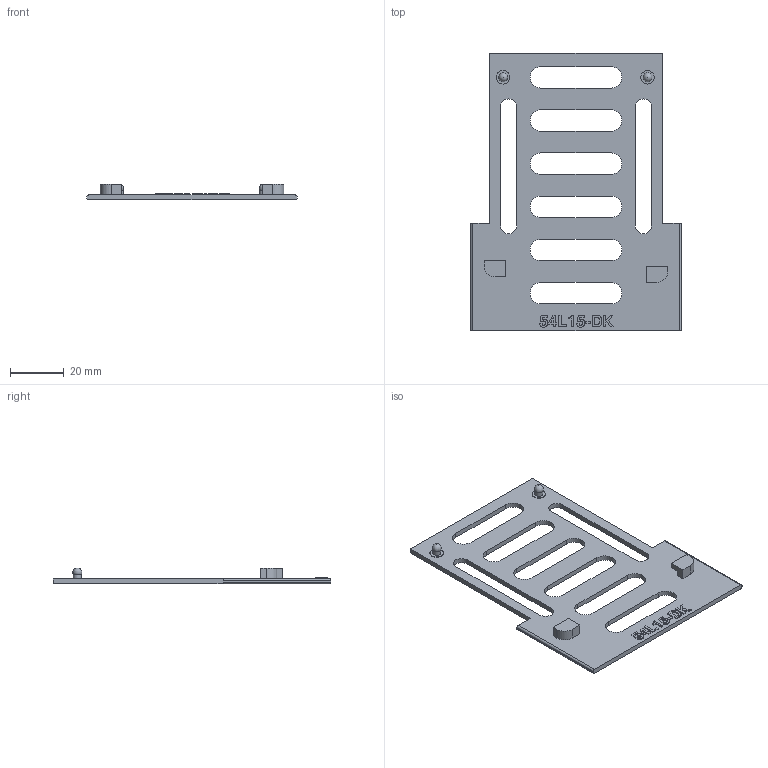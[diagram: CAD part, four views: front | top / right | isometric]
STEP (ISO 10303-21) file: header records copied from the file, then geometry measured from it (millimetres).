
FILE_DESCRIPTION(('Open CASCADE Model'),'2;1');
FILE_NAME('Open CASCADE Shape Model','2025-05-19T13:07:10',('Author'),( 'Open CASCADE'),'Open CASCADE STEP processor 7.7','Open CASCADE 7.7' ,'Unknown');
FILE_SCHEMA(('AUTOMOTIVE_DESIGN { 1 0 10303 214 1 1 1 1 }'));
Length unit declared in the file: millimetre
Products named in the file (1): Open CASCADE STEP translator 7.7 61
Bounding box: 78 x 103 x 5.9 mm (x, y, z)
Volume: 9628.8 mm3; surface area: 12314.2 mm2
Topology: 1 solids, 1 shells, 178 faces, 484 edges, 322 vertices
Faces by surface type: plane 116, extrusion 34, cylinder 26, sphere 2
Full cylindrical faces by diameter (mm): 3 x2, 5 x2
Entity records: 11878 total; most frequent: CARTESIAN_POINT 2411, DIRECTION 1614, VECTOR 1176, LINE 1142, ORIENTED_EDGE 964, PCURVE 964, DEFINITIONAL_REPRESENTATION 964, EDGE_CURVE 482
